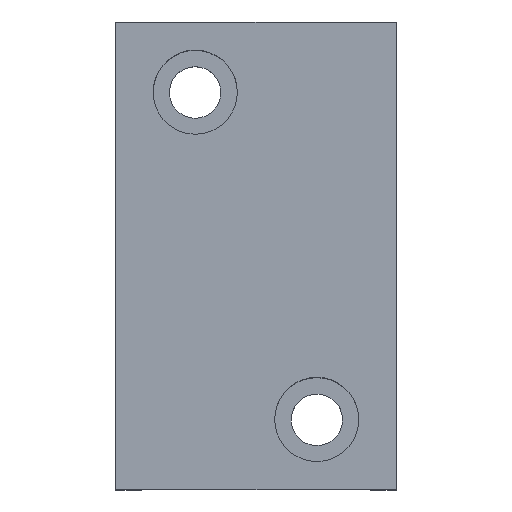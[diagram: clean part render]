
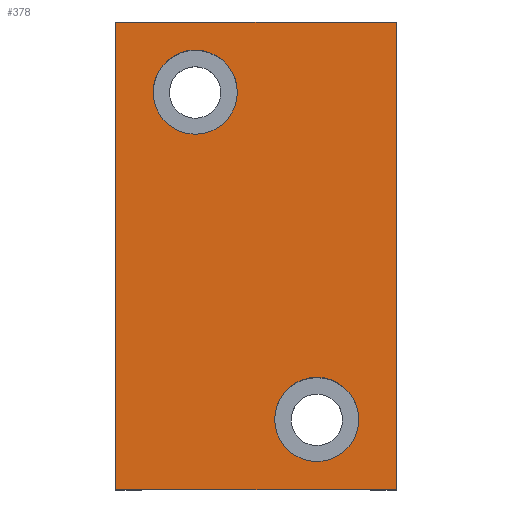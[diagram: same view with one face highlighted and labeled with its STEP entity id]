
A CAD part, top view. The second image highlights one B-rep face of the part: STEP entity #378.
In plain terms, the highlighted planar face has unit normal (0, 0, 1).
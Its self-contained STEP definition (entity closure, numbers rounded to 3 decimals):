
#378 = ADVANCED_FACE( '', ( #818, #819, #820 ), #821, .T. );
#818 = FACE_BOUND( '', #1276, .T. );
#819 = FACE_BOUND( '', #1277, .T. );
#820 = FACE_OUTER_BOUND( '', #1278, .T. );
#821 = PLANE( '', #1279 );
#1276 = EDGE_LOOP( '', ( #2901 ) );
#1277 = EDGE_LOOP( '', ( #2902 ) );
#1278 = EDGE_LOOP( '', ( #2903, #2904, #2905, #2906 ) );
#1279 = AXIS2_PLACEMENT_3D( '', #2907, #2908, #2909 );
#2901 = ORIENTED_EDGE( '', *, *, #3476, .T. );
#2902 = ORIENTED_EDGE( '', *, *, #3477, .T. );
#2903 = ORIENTED_EDGE( '', *, *, #3408, .T. );
#2904 = ORIENTED_EDGE( '', *, *, #3473, .T. );
#2905 = ORIENTED_EDGE( '', *, *, #3450, .T. );
#2906 = ORIENTED_EDGE( '', *, *, #3442, .T. );
#2907 = CARTESIAN_POINT( '', ( -30., -50., 54. ) );
#2908 = DIRECTION( '', ( 0., 0., 1. ) );
#2909 = DIRECTION( '', ( 1., 0., 0. ) );
#3408 = EDGE_CURVE( '', #4219, #4217, #4220, .T. );
#3442 = EDGE_CURVE( '', #4280, #4219, #4281, .T. );
#3450 = EDGE_CURVE( '', #4291, #4280, #4292, .T. );
#3473 = EDGE_CURVE( '', #4217, #4291, #4327, .T. );
#3476 = EDGE_CURVE( '', #4330, #4330, #4331, .T. );
#3477 = EDGE_CURVE( '', #4332, #4332, #4333, .T. );
#4217 = VERTEX_POINT( '', #5406 );
#4219 = VERTEX_POINT( '', #5409 );
#4220 = LINE( '', #5410, #5411 );
#4280 = VERTEX_POINT( '', #5491 );
#4281 = LINE( '', #5492, #5493 );
#4291 = VERTEX_POINT( '', #5507 );
#4292 = LINE( '', #5508, #5509 );
#4327 = LINE( '', #5556, #5557 );
#4330 = VERTEX_POINT( '', #5562 );
#4331 = CIRCLE( '', #5563, 9. );
#4332 = VERTEX_POINT( '', #5564 );
#4333 = CIRCLE( '', #5565, 9. );
#5406 = CARTESIAN_POINT( '', ( -30., -50., 54. ) );
#5409 = CARTESIAN_POINT( '', ( -30., 50., 54. ) );
#5410 = CARTESIAN_POINT( '', ( -30., 50., 54. ) );
#5411 = VECTOR( '', #6238, 1000. );
#5491 = CARTESIAN_POINT( '', ( 30., 50., 54. ) );
#5492 = CARTESIAN_POINT( '', ( 30., 50., 54. ) );
#5493 = VECTOR( '', #6298, 1000. );
#5507 = CARTESIAN_POINT( '', ( 30., -50., 54. ) );
#5508 = CARTESIAN_POINT( '', ( 30., -50., 54. ) );
#5509 = VECTOR( '', #6312, 1000. );
#5556 = CARTESIAN_POINT( '', ( -30., -50., 54. ) );
#5557 = VECTOR( '', #6355, 1000. );
#5562 = CARTESIAN_POINT( '', ( -13., 26., 54. ) );
#5563 = AXIS2_PLACEMENT_3D( '', #6358, #6359, #6360 );
#5564 = CARTESIAN_POINT( '', ( 13., -44., 54. ) );
#5565 = AXIS2_PLACEMENT_3D( '', #6361, #6362, #6363 );
#6238 = DIRECTION( '', ( 0., -1., 0. ) );
#6298 = DIRECTION( '', ( -1., 0., 0. ) );
#6312 = DIRECTION( '', ( 0., 1., 0. ) );
#6355 = DIRECTION( '', ( 1., 0., 0. ) );
#6358 = CARTESIAN_POINT( '', ( -13., 35., 54. ) );
#6359 = DIRECTION( '', ( 0., 0., -1. ) );
#6360 = DIRECTION( '', ( 0., -1., 0. ) );
#6361 = CARTESIAN_POINT( '', ( 13., -35., 54. ) );
#6362 = DIRECTION( '', ( 0., 0., -1. ) );
#6363 = DIRECTION( '', ( 0., -1., 0. ) );
